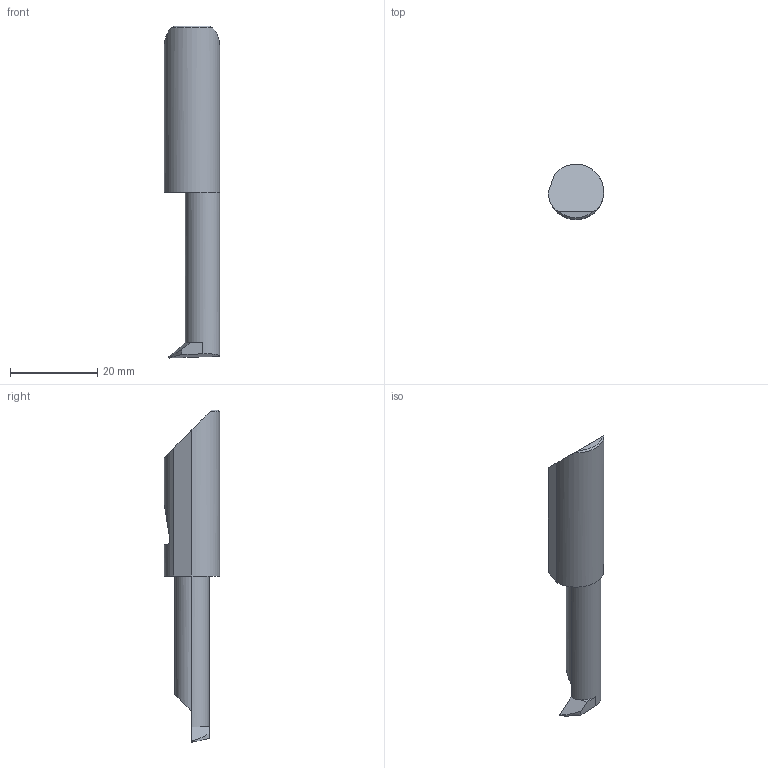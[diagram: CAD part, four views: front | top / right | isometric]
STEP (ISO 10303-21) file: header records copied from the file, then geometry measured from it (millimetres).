
FILE_DESCRIPTION (( 'STEP AP214' ), '1' );
FILE_NAME ('Micro_QPR-4601500.STEP', '2021-09-08T18:13:37', ( '' ), ( '' ), 'SwSTEP 2.0', 'SolidWorks 2020', '' );
FILE_SCHEMA (( 'AUTOMOTIVE_DESIGN' ));
Length unit declared in the file: inch
Products named in the file (1): Micro_QPR-4601500
Bounding box: 12.7 x 12.7 x 76.2 mm (x, y, z)
Volume: 5831.8 mm3; surface area: 2535.1 mm2
Topology: 1 solids, 1 shells, 23 faces, 54 edges, 34 vertices
Faces by surface type: plane 13, cylinder 9, cone 1
Entity records: 734 total; most frequent: CARTESIAN_POINT 212, ORIENTED_EDGE 108, DIRECTION 90, EDGE_CURVE 54, VERTEX_POINT 34, AXIS2_PLACEMENT_3D 32, VECTOR 26, LINE 26
